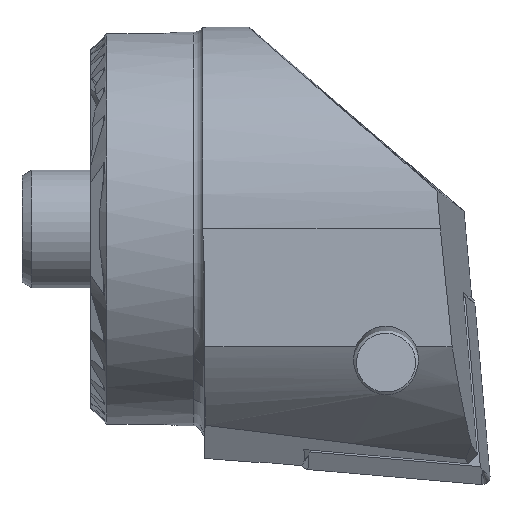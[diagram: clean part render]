
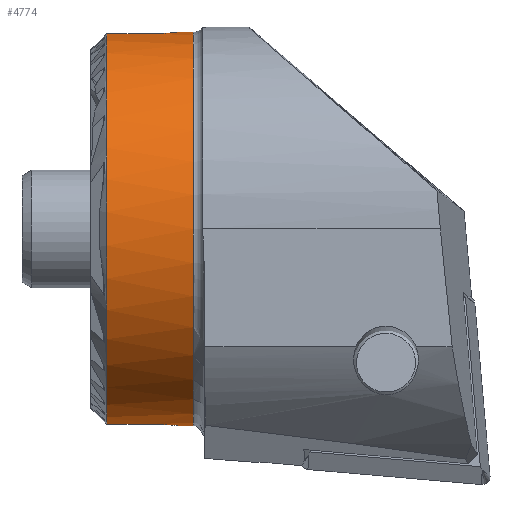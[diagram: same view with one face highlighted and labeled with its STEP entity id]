
A CAD part, front view. The second image highlights one B-rep face of the part: STEP entity #4774.
In plain terms, the highlighted cylindrical face has radius 10 mm (diameter 20 mm), a full revolution.
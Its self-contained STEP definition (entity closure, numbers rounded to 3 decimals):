
#19 = CARTESIAN_POINT ( 'NONE',  ( 2.908, 1.25, -9.922 ) ) ;
#43 = CARTESIAN_POINT ( 'NONE',  ( 2.735, 1.25, -9.922 ) ) ;
#73 = CYLINDRICAL_SURFACE ( 'NONE', #5920, 10. ) ;
#251 = CARTESIAN_POINT ( 'NONE',  ( 3.919, -0.646, 9.98 ) ) ;
#293 = VERTEX_POINT ( 'NONE', #8405 ) ;
#307 = CARTESIAN_POINT ( 'NONE',  ( 3.908, 0.645, 9.979 ) ) ;
#583 = CARTESIAN_POINT ( 'NONE',  ( 3.908, -0.645, -9.979 ) ) ;
#608 = CARTESIAN_POINT ( 'NONE',  ( 3.548, 1.002, -9.95 ) ) ;
#818 = EDGE_CURVE ( 'NONE', #2111, #7819, #8325, .T. ) ;
#896 = ORIENTED_EDGE ( 'NONE', *, *, #6140, .F. ) ;
#928 = CARTESIAN_POINT ( 'NONE',  ( 2.735, 1.25, 9.922 ) ) ;
#999 = ORIENTED_EDGE ( 'NONE', *, *, #1245, .F. ) ;
#1099 = CARTESIAN_POINT ( 'NONE',  ( -0.6, 1.25, -9.922 ) ) ;
#1245 = EDGE_CURVE ( 'NONE', #4469, #7819, #6982, .T. ) ;
#1305 = DIRECTION ( 'NONE',  ( 1., 0., 0. ) ) ;
#1306 = CARTESIAN_POINT ( 'NONE',  ( 2.735, -1.25, 9.922 ) ) ;
#1465 = CARTESIAN_POINT ( 'NONE',  ( 0.5, -1.25, -9.922 ) ) ;
#1479 = B_SPLINE_CURVE_WITH_KNOTS ( 'NONE', 3,
 ( #928, #7374, #5922, #2348, #6624, #7343, #8077, #307, #1691, #8816, #8050, #2407, #4496, #251, #7397, #5229, #3124, #4559, #2527, #6831 ),
 .UNSPECIFIED., .F., .F.,
 ( 4, 2, 2, 2, 2, 2, 2, 2, 2, 4 ),
 ( 0., 0.001, 0.001, 0.001, 0.002, 0.002, 0.003, 0.003, 0.004, 0.004 ),
 .UNSPECIFIED. ) ;
#1577 = CARTESIAN_POINT ( 'NONE',  ( 0.5, 1.25, 9.922 ) ) ;
#1691 = CARTESIAN_POINT ( 'NONE',  ( 3.957, 0.573, 9.984 ) ) ;
#1705 = CARTESIAN_POINT ( 'NONE',  ( 0.5, 1.25, -9.922 ) ) ;
#1711 = VERTEX_POINT ( 'NONE', #2908 ) ;
#1775 = CARTESIAN_POINT ( 'NONE',  ( 4.9, 0., 0. ) ) ;
#2005 = CARTESIAN_POINT ( 'NONE',  ( 4.121, 0.167, -10. ) ) ;
#2111 = VERTEX_POINT ( 'NONE', #1306 ) ;
#2348 = CARTESIAN_POINT ( 'NONE',  ( 3.397, 1.092, 9.94 ) ) ;
#2390 = FACE_OUTER_BOUND ( 'NONE', #4486, .T. ) ;
#2407 = CARTESIAN_POINT ( 'NONE',  ( 4.121, -0.167, 10. ) ) ;
#2527 = CARTESIAN_POINT ( 'NONE',  ( 2.908, -1.25, 9.922 ) ) ;
#2687 = CARTESIAN_POINT ( 'NONE',  ( 2.735, 1.25, 9.922 ) ) ;
#2697 = CARTESIAN_POINT ( 'NONE',  ( -0.6, -1.25, -9.922 ) ) ;
#2831 = CARTESIAN_POINT ( 'NONE',  ( 3.077, -1.215, -9.926 ) ) ;
#2908 = CARTESIAN_POINT ( 'NONE',  ( 4.9, 0., 10. ) ) ;
#3030 = ORIENTED_EDGE ( 'NONE', *, *, #3566, .T. ) ;
#3074 = AXIS2_PLACEMENT_3D ( 'NONE', #4173, #9192, #4923 ) ;
#3124 = CARTESIAN_POINT ( 'NONE',  ( 3.397, -1.091, 9.94 ) ) ;
#3291 = LINE ( 'NONE', #2697, #8209 ) ;
#3304 = ORIENTED_EDGE ( 'NONE', *, *, #9035, .T. ) ;
#3353 = DIRECTION ( 'NONE',  ( -1., 0., 0. ) ) ;
#3413 = CARTESIAN_POINT ( 'NONE',  ( 4.077, 0.339, -9.995 ) ) ;
#3497 = DIRECTION ( 'NONE',  ( -1., 0., 0. ) ) ;
#3566 = EDGE_CURVE ( 'NONE', #4469, #4914, #3291, .T. ) ;
#3631 = DIRECTION ( 'NONE',  ( 0., 0., 1. ) ) ;
#4062 = LINE ( 'NONE', #7456, #6751 ) ;
#4173 = CARTESIAN_POINT ( 'NONE',  ( 0.5, 0., 0. ) ) ;
#4245 = CARTESIAN_POINT ( 'NONE',  ( 2.735, -1.25, -9.922 ) ) ;
#4469 = VERTEX_POINT ( 'NONE', #1465 ) ;
#4486 = EDGE_LOOP ( 'NONE', ( #8137, #6584, #896, #6602, #3304, #5334, #999, #3030 ) ) ;
#4496 = CARTESIAN_POINT ( 'NONE',  ( 4.077, -0.339, 9.995 ) ) ;
#4525 = VERTEX_POINT ( 'NONE', #1577 ) ;
#4559 = CARTESIAN_POINT ( 'NONE',  ( 3.079, -1.214, 9.926 ) ) ;
#4624 = CIRCLE ( 'NONE', #6471, 10. ) ;
#4741 = CARTESIAN_POINT ( 'NONE',  ( -0.6, 0., 0. ) ) ;
#4774 = ADVANCED_FACE ( 'NONE', ( #2390, #7971 ), #73, .T. ) ;
#4850 = CARTESIAN_POINT ( 'NONE',  ( 3.801, -0.777, -9.97 ) ) ;
#4881 = CARTESIAN_POINT ( 'NONE',  ( 4.12, -0.174, -10. ) ) ;
#4914 = VERTEX_POINT ( 'NONE', #4245 ) ;
#4923 = DIRECTION ( 'NONE',  ( 0., 0., 1. ) ) ;
#4924 = EDGE_CURVE ( 'NONE', #4914, #293, #7512, .T. ) ;
#5002 = CARTESIAN_POINT ( 'NONE',  ( 3.397, 1.091, -9.94 ) ) ;
#5229 = CARTESIAN_POINT ( 'NONE',  ( 3.548, -1.002, 9.95 ) ) ;
#5334 = ORIENTED_EDGE ( 'NONE', *, *, #818, .T. ) ;
#5396 = ORIENTED_EDGE ( 'NONE', *, *, #5477, .T. ) ;
#5477 = EDGE_CURVE ( 'NONE', #1711, #1711, #4624, .T. ) ;
#5501 = AXIS2_PLACEMENT_3D ( 'NONE', #5675, #3497, #3631 ) ;
#5561 = CARTESIAN_POINT ( 'NONE',  ( 3.957, -0.573, -9.984 ) ) ;
#5628 = DIRECTION ( 'NONE',  ( -1., 0., 0. ) ) ;
#5675 = CARTESIAN_POINT ( 'NONE',  ( 0.5, 0., 0. ) ) ;
#5920 = AXIS2_PLACEMENT_3D ( 'NONE', #4741, #3353, #6935 ) ;
#5922 = CARTESIAN_POINT ( 'NONE',  ( 3.077, 1.215, 9.926 ) ) ;
#5934 = EDGE_CURVE ( 'NONE', #4525, #9160, #4062, .T. ) ;
#6091 = VECTOR ( 'NONE', #5628, 1000. ) ;
#6117 = VECTOR ( 'NONE', #8135, 1000. ) ;
#6140 = EDGE_CURVE ( 'NONE', #4525, #7352, #7088, .T. ) ;
#6275 = CARTESIAN_POINT ( 'NONE',  ( 4.075, -0.345, -9.995 ) ) ;
#6471 = AXIS2_PLACEMENT_3D ( 'NONE', #1775, #8798, #8182 ) ;
#6584 = ORIENTED_EDGE ( 'NONE', *, *, #6972, .T. ) ;
#6602 = ORIENTED_EDGE ( 'NONE', *, *, #5934, .T. ) ;
#6624 = CARTESIAN_POINT ( 'NONE',  ( 3.546, 1.003, 9.95 ) ) ;
#6751 = VECTOR ( 'NONE', #7487, 1000. ) ;
#6831 = CARTESIAN_POINT ( 'NONE',  ( 2.735, -1.25, 9.922 ) ) ;
#6891 = CARTESIAN_POINT ( 'NONE',  ( 0.5, -1.25, 9.922 ) ) ;
#6935 = DIRECTION ( 'NONE',  ( 0., 0., 1. ) ) ;
#6972 = EDGE_CURVE ( 'NONE', #293, #7352, #8348, .T. ) ;
#6982 = CIRCLE ( 'NONE', #3074, 10. ) ;
#7088 = CIRCLE ( 'NONE', #5501, 10. ) ;
#7121 = CARTESIAN_POINT ( 'NONE',  ( 2.908, -1.25, -9.922 ) ) ;
#7343 = CARTESIAN_POINT ( 'NONE',  ( 3.741, 0.838, 9.965 ) ) ;
#7352 = VERTEX_POINT ( 'NONE', #1705 ) ;
#7374 = CARTESIAN_POINT ( 'NONE',  ( 2.908, 1.25, 9.922 ) ) ;
#7397 = CARTESIAN_POINT ( 'NONE',  ( 3.808, -0.78, 9.97 ) ) ;
#7456 = CARTESIAN_POINT ( 'NONE',  ( -0.6, 1.25, 9.922 ) ) ;
#7487 = DIRECTION ( 'NONE',  ( 1., 0., 0. ) ) ;
#7512 = B_SPLINE_CURVE_WITH_KNOTS ( 'NONE', 3,
 ( #7750, #7121, #2831, #8397, #9122, #7709, #4850, #583, #5561, #6275, #4881, #2005, #3413, #8421, #9159, #608, #5002, #8586, #19, #43 ),
 .UNSPECIFIED., .F., .F.,
 ( 4, 2, 2, 2, 2, 2, 2, 2, 2, 4 ),
 ( 0., 0.001, 0.001, 0.001, 0.002, 0.002, 0.003, 0.003, 0.004, 0.004 ),
 .UNSPECIFIED. ) ;
#7709 = CARTESIAN_POINT ( 'NONE',  ( 3.741, -0.838, -9.965 ) ) ;
#7750 = CARTESIAN_POINT ( 'NONE',  ( 2.735, -1.25, -9.922 ) ) ;
#7819 = VERTEX_POINT ( 'NONE', #6891 ) ;
#7971 = FACE_OUTER_BOUND ( 'NONE', #8353, .T. ) ;
#8050 = CARTESIAN_POINT ( 'NONE',  ( 4.12, 0.174, 10. ) ) ;
#8077 = CARTESIAN_POINT ( 'NONE',  ( 3.801, 0.777, 9.97 ) ) ;
#8135 = DIRECTION ( 'NONE',  ( -1., 0., 0. ) ) ;
#8137 = ORIENTED_EDGE ( 'NONE', *, *, #4924, .T. ) ;
#8182 = DIRECTION ( 'NONE',  ( 0., 0., 1. ) ) ;
#8209 = VECTOR ( 'NONE', #1305, 1000. ) ;
#8325 = LINE ( 'NONE', #8347, #6091 ) ;
#8347 = CARTESIAN_POINT ( 'NONE',  ( -0.6, -1.25, 9.922 ) ) ;
#8348 = LINE ( 'NONE', #1099, #6117 ) ;
#8353 = EDGE_LOOP ( 'NONE', ( #5396 ) ) ;
#8397 = CARTESIAN_POINT ( 'NONE',  ( 3.397, -1.092, -9.94 ) ) ;
#8405 = CARTESIAN_POINT ( 'NONE',  ( 2.735, 1.25, -9.922 ) ) ;
#8421 = CARTESIAN_POINT ( 'NONE',  ( 3.919, 0.646, -9.98 ) ) ;
#8586 = CARTESIAN_POINT ( 'NONE',  ( 3.079, 1.214, -9.926 ) ) ;
#8798 = DIRECTION ( 'NONE',  ( -1., 0., 0. ) ) ;
#8816 = CARTESIAN_POINT ( 'NONE',  ( 4.075, 0.345, 9.995 ) ) ;
#9035 = EDGE_CURVE ( 'NONE', #9160, #2111, #1479, .T. ) ;
#9122 = CARTESIAN_POINT ( 'NONE',  ( 3.546, -1.003, -9.95 ) ) ;
#9159 = CARTESIAN_POINT ( 'NONE',  ( 3.808, 0.78, -9.97 ) ) ;
#9160 = VERTEX_POINT ( 'NONE', #2687 ) ;
#9192 = DIRECTION ( 'NONE',  ( -1., 0., 0. ) ) ;
